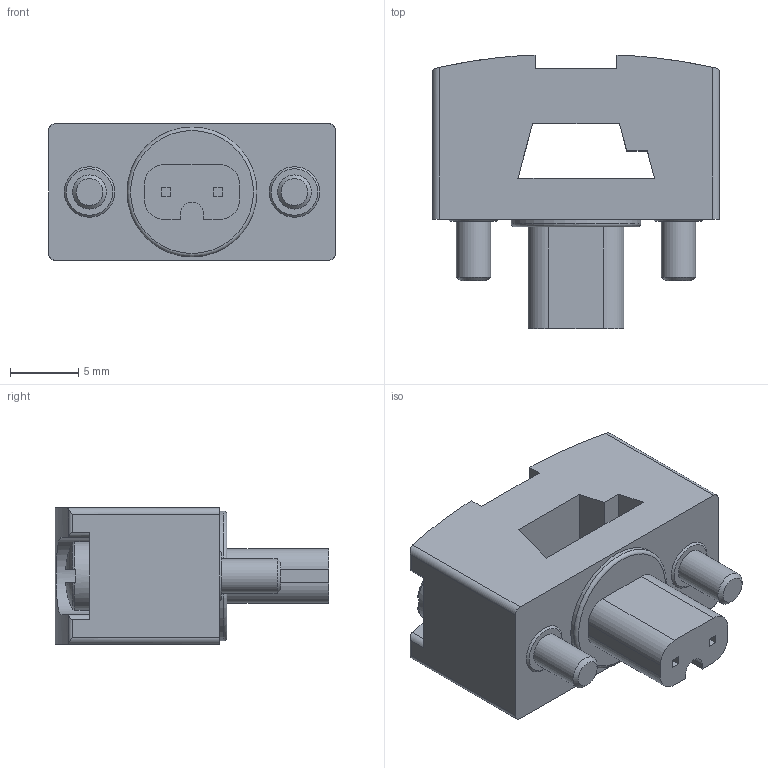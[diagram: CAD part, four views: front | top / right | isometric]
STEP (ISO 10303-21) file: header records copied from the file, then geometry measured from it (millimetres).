
FILE_DESCRIPTION(/* description */ ('STEP AP214'),/* implementation_level */ '2;1');
FILE_NAME(/* name */ '196089_ASI-SD-FK180',/* time_stamp */ '2024-08-05T14:43:59+02:00',/* author */ ('License CC BY-ND 4.0'),/* organization */ ('CADENAS'),/* preprocessor_version */ 'ST-DEVELOPER v19.3',/* originating_system */ 'PARTsolutions',/* authorisation */ ' ');
FILE_SCHEMA (('AUTOMOTIVE_DESIGN {1 0 10303 214 3 1 1}'));
Length unit declared in the file: millimetre
Products named in the file (2): 196089 ASI-SD-FK180; 196089 ASI-SD-FK180_Z
Assembly tree (1 placements, depth 2):
  196089 ASI-SD-FK180
    196089 ASI-SD-FK180_Z
Bounding box: 21 x 20 x 10 mm (x, y, z)
Volume: 2270.1 mm3; surface area: 1691.1 mm2
Topology: 1 solids, 1 shells, 106 faces, 282 edges, 188 vertices
Faces by surface type: plane 67, cylinder 26, torus 9, cone 4
Full cylindrical faces by diameter (mm): 2.5 x2, 5 x2, 9.5 x1
Entity records: 4032 total; most frequent: CARTESIAN_POINT 706, ORIENTED_EDGE 534, DIRECTION 492, EDGE_CURVE 267, VERTEX_POINT 183, LINE 166, VECTOR 166, AXIS2_PLACEMENT_3D 163
